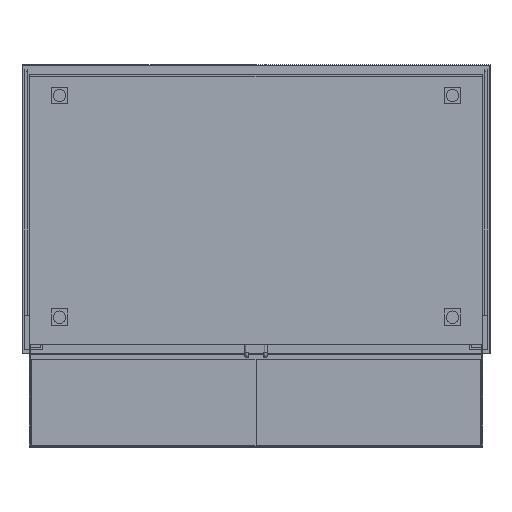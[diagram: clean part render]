
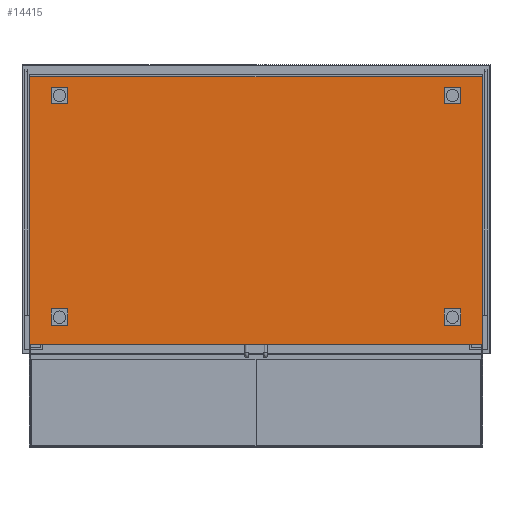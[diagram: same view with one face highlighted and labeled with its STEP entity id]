
A CAD part, front view. The second image highlights one B-rep face of the part: STEP entity #14415.
In plain terms, the highlighted planar face has unit normal (0, -1, 0).
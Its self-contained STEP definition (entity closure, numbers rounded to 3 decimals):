
#48 = LINE ( 'NONE', #7439, #5035 ) ;
#486 = VECTOR ( 'NONE', #13635, 1000. ) ;
#943 = ORIENTED_EDGE ( 'NONE', *, *, #6159, .T. ) ;
#1229 = ORIENTED_EDGE ( 'NONE', *, *, #16251, .T. ) ;
#1382 = AXIS2_PLACEMENT_3D ( 'NONE', #5119, #5172, #11612 ) ;
#2155 = CARTESIAN_POINT ( 'NONE',  ( -543.5, -498., -324. ) ) ;
#2174 = LINE ( 'NONE', #11757, #11400 ) ;
#2222 = CARTESIAN_POINT ( 'NONE',  ( 543.5, -498., -324. ) ) ;
#2923 = ORIENTED_EDGE ( 'NONE', *, *, #16369, .T. ) ;
#4524 = VERTEX_POINT ( 'NONE', #7885 ) ;
#5035 = VECTOR ( 'NONE', #14002, 1000. ) ;
#5119 = CARTESIAN_POINT ( 'NONE',  ( 0., -498., 0. ) ) ;
#5172 = DIRECTION ( 'NONE',  ( 0., -1., 0. ) ) ;
#5356 = EDGE_CURVE ( 'NONE', #8721, #11894, #2174, .T. ) ;
#5985 = FACE_OUTER_BOUND ( 'NONE', #6330, .T. ) ;
#6069 = ORIENTED_EDGE ( 'NONE', *, *, #5356, .T. ) ;
#6159 = EDGE_CURVE ( 'NONE', #4524, #8721, #8692, .T. ) ;
#6330 = EDGE_LOOP ( 'NONE', ( #943, #6069, #1229, #2923 ) ) ;
#7113 = CARTESIAN_POINT ( 'NONE',  ( 543.5, -498., 319. ) ) ;
#7170 = CARTESIAN_POINT ( 'NONE',  ( -543.5, -498., -324. ) ) ;
#7439 = CARTESIAN_POINT ( 'NONE',  ( 543.5, -498., -324. ) ) ;
#7486 = LINE ( 'NONE', #7170, #486 ) ;
#7885 = CARTESIAN_POINT ( 'NONE',  ( 543.5, -498., -324. ) ) ;
#8692 = LINE ( 'NONE', #2222, #14569 ) ;
#8721 = VERTEX_POINT ( 'NONE', #7113 ) ;
#10702 = VERTEX_POINT ( 'NONE', #2155 ) ;
#11382 = DIRECTION ( 'NONE',  ( 0., 0., 1. ) ) ;
#11400 = VECTOR ( 'NONE', #14057, 1000. ) ;
#11612 = DIRECTION ( 'NONE',  ( 0., 0., -1. ) ) ;
#11757 = CARTESIAN_POINT ( 'NONE',  ( 543.5, -498., 319. ) ) ;
#11894 = VERTEX_POINT ( 'NONE', #12174 ) ;
#12174 = CARTESIAN_POINT ( 'NONE',  ( -543.5, -498., 319. ) ) ;
#12778 = PLANE ( 'NONE',  #1382 ) ;
#13635 = DIRECTION ( 'NONE',  ( 0., 0., -1. ) ) ;
#14002 = DIRECTION ( 'NONE',  ( 1., 0., 0. ) ) ;
#14057 = DIRECTION ( 'NONE',  ( -1., 0., 0. ) ) ;
#14415 = ADVANCED_FACE ( 'NONE', ( #5985 ), #12778, .T. ) ;
#14569 = VECTOR ( 'NONE', #11382, 1000. ) ;
#16251 = EDGE_CURVE ( 'NONE', #11894, #10702, #7486, .T. ) ;
#16369 = EDGE_CURVE ( 'NONE', #10702, #4524, #48, .T. ) ;
